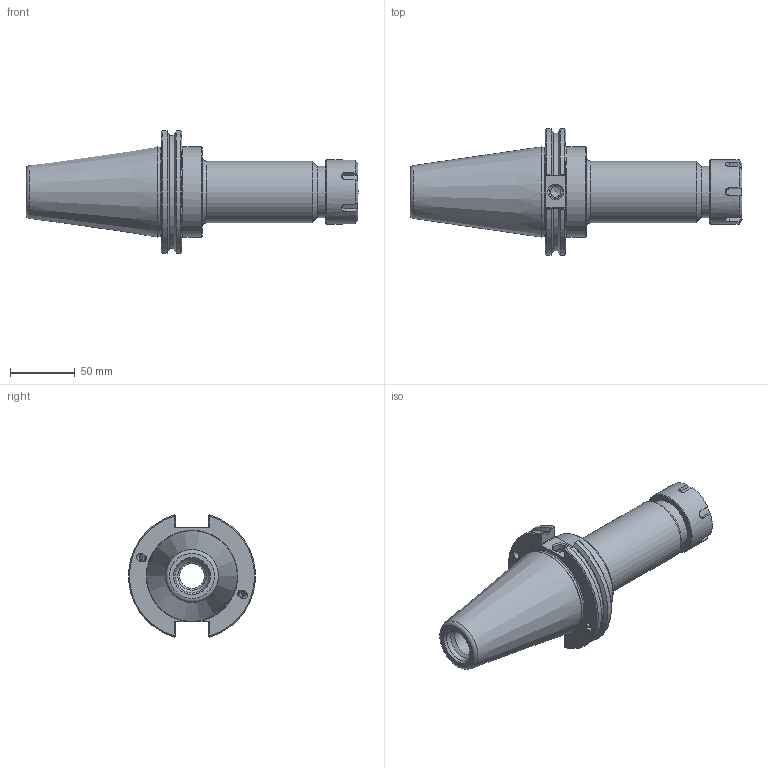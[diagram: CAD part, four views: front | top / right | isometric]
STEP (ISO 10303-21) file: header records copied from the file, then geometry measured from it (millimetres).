
FILE_DESCRIPTION((''),'2;1');
FILE_NAME('C50BC-32ERP612.iam.stp','2014-06-02T14:24:17',(''),(''),'Autodesk Inventor 2012','Autodesk Inventor 2012','');
FILE_SCHEMA(('AUTOMOTIVE_DESIGN { 1 0 10303 214 1 1 1 1 }'));
Products named in the file (5): C50BC-32ERP612; C50BCB-32ER6-1; 029-966; 32ERPN
Assembly tree (7 placements, depth 3):
  C50BC-32ERP612
    C50BCB-32ER6-1
      C50BCB-32ER6-1
      029-966  x4
    32ERPN
Bounding box: 257.05 x 98.06 x 94.71 mm (x, y, z)
Volume: 529949.4 mm3; surface area: 81502.5 mm2
Topology: 6 solids, 6 shells, 223 faces, 531 edges, 340 vertices
Faces by surface type: plane 100, cylinder 55, cone 46, torus 10, bspline 8, sphere 4
Full cylindrical faces by diameter (mm): 5 x4, 6 x8, 6.096 x4, 6.2 x4, 8 x1, 10.135 x1, 18.923 x1, 21.966 x1, 21.971 x1, 23.495 x1, 26.365 x1, 27 x1, 30.48 x1, 33.147 x1, 38.684 x1, 40 x1, 40.513 x1, 47.752 x1, 49.733 x1, 69.342 x1, 69.85 x1
Entity records: 6031 total; most frequent: CARTESIAN_POINT 2033, DIRECTION 760, ORIENTED_EDGE 714, EDGE_CURVE 357, AXIS2_PLACEMENT_3D 312, VERTEX_POINT 261, EDGE_LOOP 260, FACE_OUTER_BOUND 175
